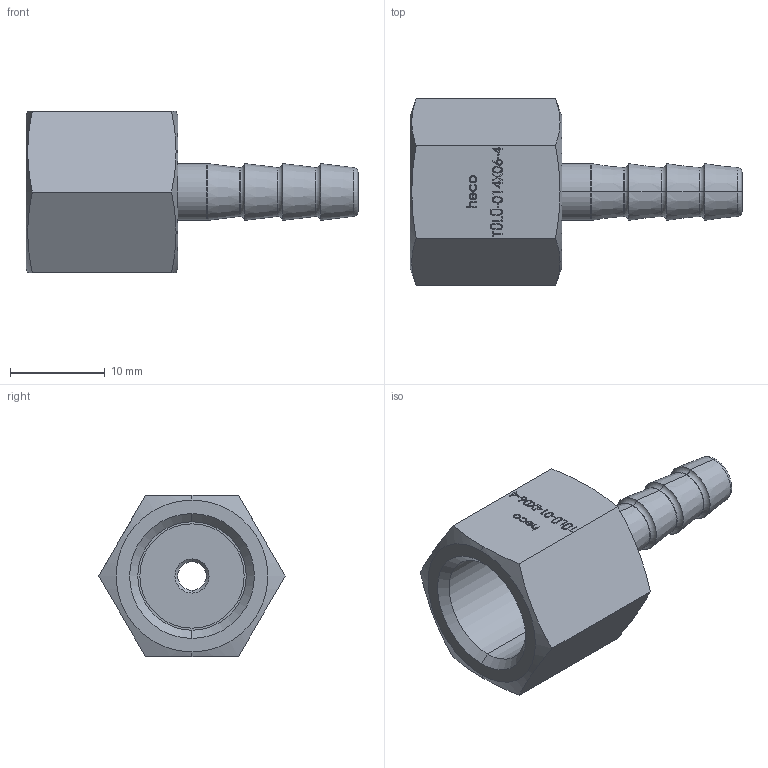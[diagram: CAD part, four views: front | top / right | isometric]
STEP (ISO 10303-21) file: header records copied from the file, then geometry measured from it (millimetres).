
FILE_DESCRIPTION (( 'STEP AP214' ), '1' );
FILE_NAME ('TÜLÜ-014X06-x Schlauchtülle mit Ü-Mutter 1807.STEP', '2018-07-02T09:10:05', ( '' ), ( '' ), 'SwSTEP 2.0', 'SolidWorks 2016', '' );
FILE_SCHEMA (( 'AUTOMOTIVE_DESIGN' ));
Length unit declared in the file: millimetre
Products named in the file (1): TÜLÜ-014X06-x Schlauchtülle mit Ü-Mutter 1807
Bounding box: 35 x 19.63 x 17 mm (x, y, z)
Volume: 3084.3 mm3; surface area: 2714.7 mm2
Topology: 2 solids, 2 shells, 270 faces, 678 edges, 442 vertices
Faces by surface type: plane 134, bspline 92, cone 18, torus 16, cylinder 10
Entity records: 15260 total; most frequent: CARTESIAN_POINT 7067, ORIENTED_EDGE 1356, DIRECTION 906, EDGE_CURVE 678, VERTEX_POINT 442, LINE 408, VECTOR 408, EDGE_LOOP 304
